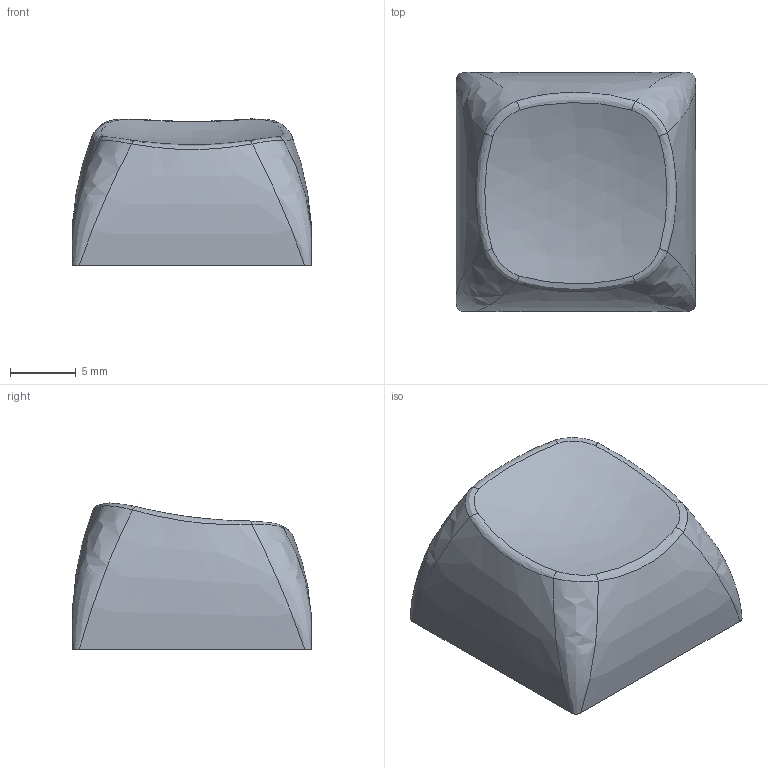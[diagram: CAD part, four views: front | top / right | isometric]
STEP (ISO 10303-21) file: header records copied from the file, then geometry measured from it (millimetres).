
FILE_DESCRIPTION(('Open CASCADE Model'),'2;1');
FILE_NAME('Open CASCADE Shape Model','2022-09-09T10:44:02',('Author'),( 'Open CASCADE'),'Open CASCADE STEP processor 7.5','Open CASCADE 7.5' ,'Unknown');
FILE_SCHEMA(('AUTOMOTIVE_DESIGN { 1 0 10303 214 1 1 1 1 }'));
Length unit declared in the file: millimetre
Products named in the file (1): Open CASCADE STEP translator 7.5 48
Bounding box: 18.27 x 18.25 x 11.15 mm (x, y, z)
Volume: 1768.5 mm3; surface area: 1741.6 mm2
Topology: 1 solids, 1 shells, 65 faces, 168 edges, 102 vertices
Faces by surface type: plane 43, bspline 21, cylinder 1
Full cylindrical faces by diameter (mm): 5.5 x1
Entity records: 6960 total; most frequent: CARTESIAN_POINT 4058, DIRECTION 419, ORIENTED_EDGE 326, PCURVE 326, DEFINITIONAL_REPRESENTATION 326, LINE 305, VECTOR 305, EDGE_CURVE 163
